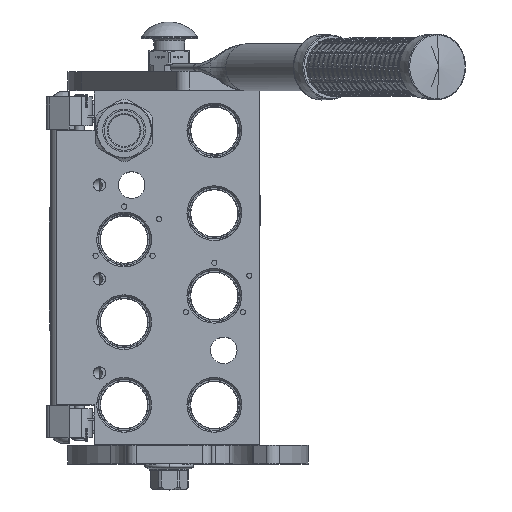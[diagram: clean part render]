
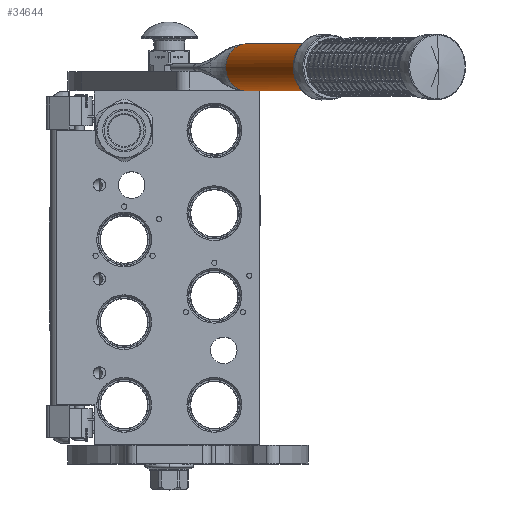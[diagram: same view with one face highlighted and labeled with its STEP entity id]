
A CAD part, top view. The second image highlights one B-rep face of the part: STEP entity #34644.
In plain terms, the highlighted cylindrical face has radius 12.5 mm (diameter 25 mm), a partial arc.
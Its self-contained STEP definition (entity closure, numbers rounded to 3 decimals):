
#495 = CARTESIAN_POINT ( 'NONE',  ( 12.471, 0.146, -0.847 ) ) ;
#1493 = VERTEX_POINT ( 'NONE', #161823 ) ;
#3066 = CARTESIAN_POINT ( 'NONE',  ( -12.492, 0.214, -0.452 ) ) ;
#3520 = ORIENTED_EDGE ( 'NONE', *, *, #113134, .F. ) ;
#4214 = DIRECTION ( 'NONE',  ( 0., -1., 0. ) ) ;
#6070 = DIRECTION ( 'NONE',  ( 0.994, 0., -0.109 ) ) ;
#6075 = CARTESIAN_POINT ( 'NONE',  ( -12.482, 0.18, -0.676 ) ) ;
#9049 = CARTESIAN_POINT ( 'NONE',  ( -12.5, 198., 0. ) ) ;
#12235 = DIRECTION ( 'NONE',  ( 1., 0., 0. ) ) ;
#12983 = DIRECTION ( 'NONE',  ( 0., 1., 0. ) ) ;
#15616 = EDGE_CURVE ( 'NONE', #134500, #118575, #158983, .T. ) ;
#17965 = DIRECTION ( 'NONE',  ( 0.994, 0., -0.109 ) ) ;
#20635 = CARTESIAN_POINT ( 'NONE',  ( -12.484, 0.186, -0.638 ) ) ;
#21556 = CARTESIAN_POINT ( 'NONE',  ( 0., 0., -12.5 ) ) ;
#23329 = CARTESIAN_POINT ( 'NONE',  ( 12.5, 0.24, 0. ) ) ;
#23653 = CARTESIAN_POINT ( 'NONE',  ( -12.481, 0.178, -0.683 ) ) ;
#31975 = CARTESIAN_POINT ( 'NONE',  ( -12.5, 0.24, 0. ) ) ;
#34236 = DIRECTION ( 'NONE',  ( 0., 1., 0. ) ) ;
#34644 = ADVANCED_FACE ( 'NONE', ( #133241 ), #64613, .T. ) ;
#35692 = CARTESIAN_POINT ( 'NONE',  ( 12.479, 0.172, -0.721 ) ) ;
#35791 = CARTESIAN_POINT ( 'NONE',  ( 12.426, 0., -1.36 ) ) ;
#36453 = CARTESIAN_POINT ( 'NONE',  ( 12.474, 0.155, -0.804 ) ) ;
#39018 = EDGE_CURVE ( 'NONE', #188323, #63794, #200348, .T. ) ;
#41701 = DIRECTION ( 'NONE',  ( 1., 0., 0. ) ) ;
#42999 = EDGE_CURVE ( 'NONE', #188323, #134500, #220966, .T. ) ;
#50120 = AXIS2_PLACEMENT_3D ( 'NONE', #164284, #4214, #41701 ) ;
#52566 = CARTESIAN_POINT ( 'NONE',  ( 12.426, 0., -1.36 ) ) ;
#55139 = CARTESIAN_POINT ( 'NONE',  ( 0., 0., 0. ) ) ;
#55298 = VECTOR ( 'NONE', #101088, 1000. ) ;
#55591 = CARTESIAN_POINT ( 'NONE',  ( 12.5, 0.24, -0.216 ) ) ;
#57454 = CARTESIAN_POINT ( 'NONE',  ( -12.482, 0.182, -0.665 ) ) ;
#58930 = CARTESIAN_POINT ( 'NONE',  ( -12.456, 0.096, -1.087 ) ) ;
#63794 = VERTEX_POINT ( 'NONE', #69743 ) ;
#64613 = CYLINDRICAL_SURFACE ( 'NONE', #50120, 12.5 ) ;
#69743 = CARTESIAN_POINT ( 'NONE',  ( 12.5, 0.24, 0. ) ) ;
#71184 = CARTESIAN_POINT ( 'NONE',  ( -12.426, 0., -1.36 ) ) ;
#71649 = CARTESIAN_POINT ( 'NONE',  ( 12.494, 0.221, -0.449 ) ) ;
#86977 = CARTESIAN_POINT ( 'NONE',  ( 12.467, 0.131, -0.91 ) ) ;
#87743 = CARTESIAN_POINT ( 'NONE',  ( 12.441, 0.049, -1.219 ) ) ;
#91140 = CARTESIAN_POINT ( 'NONE',  ( -12.488, 0.202, -0.541 ) ) ;
#93404 = CARTESIAN_POINT ( 'NONE',  ( -12.5, 0.24, -0.108 ) ) ;
#98070 = CARTESIAN_POINT ( 'NONE',  ( 0., 198., 0. ) ) ;
#99445 = ORIENTED_EDGE ( 'NONE', *, *, #39018, .F. ) ;
#101088 = DIRECTION ( 'NONE',  ( 0., 1., 0. ) ) ;
#105367 = CARTESIAN_POINT ( 'NONE',  ( 12.468, 0.136, -0.889 ) ) ;
#108109 = AXIS2_PLACEMENT_3D ( 'NONE', #210245, #122913, #17965 ) ;
#109489 = CARTESIAN_POINT ( 'NONE',  ( -12.481, 0.178, -0.688 ) ) ;
#110976 = CARTESIAN_POINT ( 'NONE',  ( -12.494, 0.22, -0.394 ) ) ;
#111190 = CIRCLE ( 'NONE', #219993, 12.5 ) ;
#112824 = LINE ( 'NONE', #225109, #55298 ) ;
#113134 = EDGE_CURVE ( 'NONE', #1493, #198283, #111190, .T. ) ;
#116002 = VERTEX_POINT ( 'NONE', #137014 ) ;
#118575 = VERTEX_POINT ( 'NONE', #71184 ) ;
#121478 = CARTESIAN_POINT ( 'NONE',  ( 12.464, 0.121, -0.953 ) ) ;
#122913 = DIRECTION ( 'NONE',  ( 0., 1., 0. ) ) ;
#123759 = CARTESIAN_POINT ( 'NONE',  ( 12.466, 0.13, -0.917 ) ) ;
#126309 = ORIENTED_EDGE ( 'NONE', *, *, #15616, .T. ) ;
#133241 = FACE_OUTER_BOUND ( 'NONE', #177583, .T. ) ;
#134500 = VERTEX_POINT ( 'NONE', #21556 ) ;
#137014 = CARTESIAN_POINT ( 'NONE',  ( -12.5, 0.24, 0. ) ) ;
#140441 = ORIENTED_EDGE ( 'NONE', *, *, #203935, .T. ) ;
#140555 = EDGE_CURVE ( 'NONE', #116002, #118575, #210459, .T. ) ;
#140675 = CARTESIAN_POINT ( 'NONE',  ( 12.478, 0.167, -0.748 ) ) ;
#142190 = CARTESIAN_POINT ( 'NONE',  ( 12.461, 0.114, -0.981 ) ) ;
#143278 = DIRECTION ( 'NONE',  ( 0., 1., 0. ) ) ;
#146303 = CARTESIAN_POINT ( 'NONE',  ( -12.499, 0.235, -0.221 ) ) ;
#158983 = CIRCLE ( 'NONE', #196096, 12.5 ) ;
#161639 = CARTESIAN_POINT ( 'NONE',  ( -12.426, 0., -1.36 ) ) ;
#161823 = CARTESIAN_POINT ( 'NONE',  ( 12.5, 198., 0. ) ) ;
#164284 = CARTESIAN_POINT ( 'NONE',  ( 0., 0., 0. ) ) ;
#165843 = ORIENTED_EDGE ( 'NONE', *, *, #221370, .F. ) ;
#174378 = CARTESIAN_POINT ( 'NONE',  ( 12.466, 0.127, -0.927 ) ) ;
#174622 = ORIENTED_EDGE ( 'NONE', *, *, #140555, .F. ) ;
#177144 = ORIENTED_EDGE ( 'NONE', *, *, #42999, .T. ) ;
#177583 = EDGE_LOOP ( 'NONE', ( #177144, #126309, #174622, #140441, #3520, #165843, #99445 ) ) ;
#179989 = CARTESIAN_POINT ( 'NONE',  ( -12.472, 0.146, -0.859 ) ) ;
#188323 = VERTEX_POINT ( 'NONE', #35791 ) ;
#196076 = CARTESIAN_POINT ( 'NONE',  ( -12.5, 0.24, 0. ) ) ;
#196096 = AXIS2_PLACEMENT_3D ( 'NONE', #55139, #143278, #6070 ) ;
#198283 = VERTEX_POINT ( 'NONE', #9049 ) ;
#200348 = B_SPLINE_CURVE_WITH_KNOTS ( 'NONE', 3,
 ( #52566, #87743, #210333, #142190, #121478, #174378, #123759, #86977, #105367, #495, #36453, #140675, #35692, #71649, #55591, #23329 ),
 .UNSPECIFIED., .F., .F.,
 ( 4, 2, 1, 2, 2, 1, 2, 2, 4 ),
 ( 0., 0.25, 0.313, 0.328, 0.344, 0.375, 0.438, 0.5, 1. ),
 .UNSPECIFIED. ) ;
#203935 = EDGE_CURVE ( 'NONE', #116002, #198283, #217555, .T. ) ;
#206594 = VECTOR ( 'NONE', #34236, 1000. ) ;
#210245 = CARTESIAN_POINT ( 'NONE',  ( 0., 0., 0. ) ) ;
#210333 = CARTESIAN_POINT ( 'NONE',  ( 12.452, 0.083, -1.1 ) ) ;
#210459 = B_SPLINE_CURVE_WITH_KNOTS ( 'NONE', 3,
 ( #196076, #93404, #146303, #110976, #3066, #91140, #212923, #20635, #57454, #6075, #23653, #109489, #179989, #58930, #161639 ),
 .UNSPECIFIED., .F., .F.,
 ( 4, 2, 2, 1, 1, 1, 2, 2, 4 ),
 ( 0., 0.25, 0.375, 0.438, 0.469, 0.484, 0.492, 0.5, 1. ),
 .UNSPECIFIED. ) ;
#212923 = CARTESIAN_POINT ( 'NONE',  ( -12.486, 0.195, -0.586 ) ) ;
#217555 = LINE ( 'NONE', #31975, #206594 ) ;
#219993 = AXIS2_PLACEMENT_3D ( 'NONE', #98070, #12983, #12235 ) ;
#220966 = CIRCLE ( 'NONE', #108109, 12.5 ) ;
#221370 = EDGE_CURVE ( 'NONE', #63794, #1493, #112824, .T. ) ;
#225109 = CARTESIAN_POINT ( 'NONE',  ( 12.5, 0.24, 0. ) ) ;
